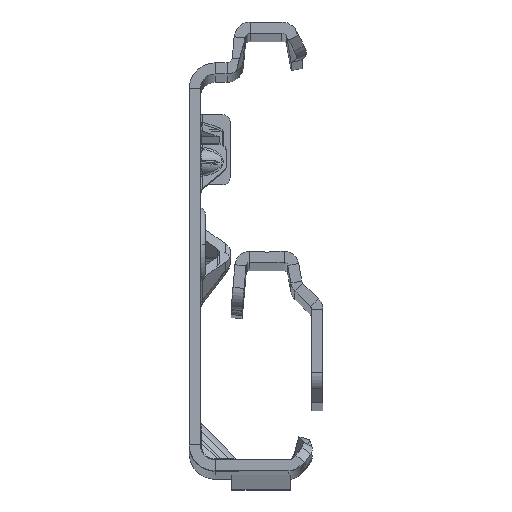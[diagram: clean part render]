
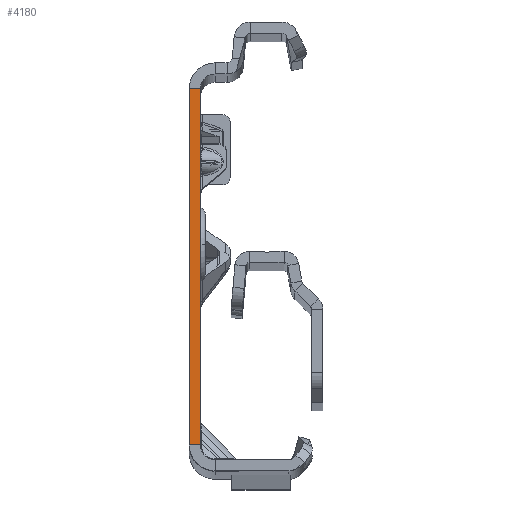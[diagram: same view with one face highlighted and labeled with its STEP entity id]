
A CAD part, top view. The second image highlights one B-rep face of the part: STEP entity #4180.
In plain terms, the highlighted planar face has unit normal (0, 0, 1).
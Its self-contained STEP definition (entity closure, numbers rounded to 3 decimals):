
#678 = CARTESIAN_POINT ( 'NONE',  ( 0., -27.865, 0. ) ) ;
#4021 = CARTESIAN_POINT ( 'NONE',  ( 0., 22.135, 0. ) ) ;
#4069 = AXIS2_PLACEMENT_3D ( 'NONE', #33510, #49873, #7797 ) ;
#4180 = ADVANCED_FACE ( 'NONE', ( #4740 ), #45699, .T. ) ;
#4740 = FACE_OUTER_BOUND ( 'NONE', #28410, .T. ) ;
#7797 = DIRECTION ( 'NONE',  ( 1., 0., 0. ) ) ;
#8752 = CARTESIAN_POINT ( 'NONE',  ( 0., -25.865, 0. ) ) ;
#12316 = DIRECTION ( 'NONE',  ( 0., -1., 0. ) ) ;
#13529 = VECTOR ( 'NONE', #19541, 1000. ) ;
#15939 = CARTESIAN_POINT ( 'NONE',  ( -1.5, -27.865, 0. ) ) ;
#16238 = CARTESIAN_POINT ( 'NONE',  ( -1.5, -25.865, 0. ) ) ;
#16387 = CARTESIAN_POINT ( 'NONE',  ( 0., -25.865, 0. ) ) ;
#16640 = ORIENTED_EDGE ( 'NONE', *, *, #54231, .T. ) ;
#17270 = CARTESIAN_POINT ( 'NONE',  ( -1.5, 22.135, 0. ) ) ;
#19541 = DIRECTION ( 'NONE',  ( 0., -1., 0. ) ) ;
#20765 = EDGE_CURVE ( 'NONE', #32422, #29694, #52810, .T. ) ;
#21754 = LINE ( 'NONE', #8752, #45970 ) ;
#24566 = EDGE_CURVE ( 'NONE', #53389, #32857, #30273, .T. ) ;
#28410 = EDGE_LOOP ( 'NONE', ( #39773, #16640, #37458, #34989 ) ) ;
#29694 = VERTEX_POINT ( 'NONE', #16238 ) ;
#30273 = LINE ( 'NONE', #678, #46612 ) ;
#32422 = VERTEX_POINT ( 'NONE', #17270 ) ;
#32857 = VERTEX_POINT ( 'NONE', #16387 ) ;
#33510 = CARTESIAN_POINT ( 'NONE',  ( -1.5, -27.865, 0. ) ) ;
#34989 = ORIENTED_EDGE ( 'NONE', *, *, #42907, .F. ) ;
#37458 = ORIENTED_EDGE ( 'NONE', *, *, #20765, .T. ) ;
#37767 = DIRECTION ( 'NONE',  ( -1., 0., 0. ) ) ;
#39056 = CARTESIAN_POINT ( 'NONE',  ( 0., 22.135, 0. ) ) ;
#39773 = ORIENTED_EDGE ( 'NONE', *, *, #24566, .F. ) ;
#42502 = DIRECTION ( 'NONE',  ( -1., 0., 0. ) ) ;
#42907 = EDGE_CURVE ( 'NONE', #32857, #29694, #21754, .T. ) ;
#45699 = PLANE ( 'NONE',  #4069 ) ;
#45970 = VECTOR ( 'NONE', #42502, 1000. ) ;
#46612 = VECTOR ( 'NONE', #12316, 1000. ) ;
#49873 = DIRECTION ( 'NONE',  ( 0., 0., 1. ) ) ;
#50810 = VECTOR ( 'NONE', #37767, 1000. ) ;
#52810 = LINE ( 'NONE', #15939, #13529 ) ;
#53389 = VERTEX_POINT ( 'NONE', #39056 ) ;
#54231 = EDGE_CURVE ( 'NONE', #53389, #32422, #54713, .T. ) ;
#54713 = LINE ( 'NONE', #4021, #50810 ) ;
